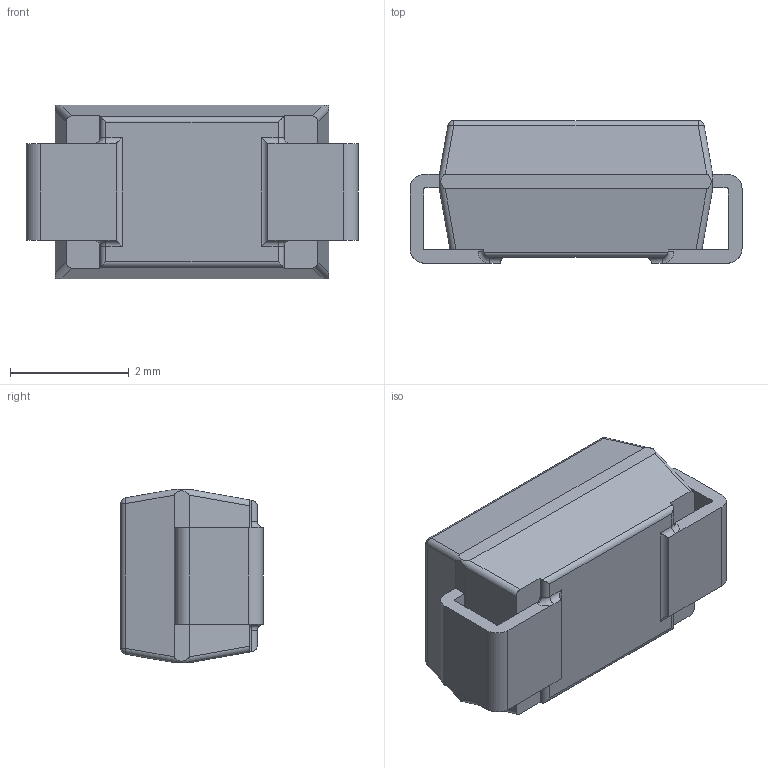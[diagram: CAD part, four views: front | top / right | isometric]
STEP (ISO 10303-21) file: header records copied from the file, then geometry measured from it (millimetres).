
FILE_DESCRIPTION (( 'STEP AP214' ), '1' );
FILE_NAME ('diode - sma.STEP', '2021-04-12T06:37:54', ( '' ), ( '' ), 'SwSTEP 2.0', 'SolidWorks 2020', '' );
FILE_SCHEMA (( 'AUTOMOTIVE_DESIGN' ));
Length unit declared in the file: millimetre
Products named in the file (1): diode - sma
Bounding box: 5.59 x 2.4 x 2.92 mm (x, y, z)
Volume: 29.8 mm3; surface area: 73.1 mm2
Topology: 1 solids, 1 shells, 83 faces, 228 edges, 140 vertices
Faces by surface type: plane 39, cylinder 36, torus 4, sphere 4
Entity records: 2923 total; most frequent: CARTESIAN_POINT 556, ORIENTED_EDGE 448, DIRECTION 404, EDGE_CURVE 224, VERTEX_POINT 140, LINE 140, VECTOR 140, AXIS2_PLACEMENT_3D 132
